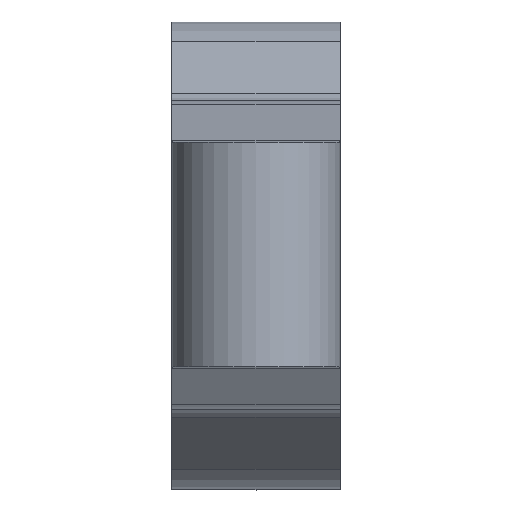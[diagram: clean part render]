
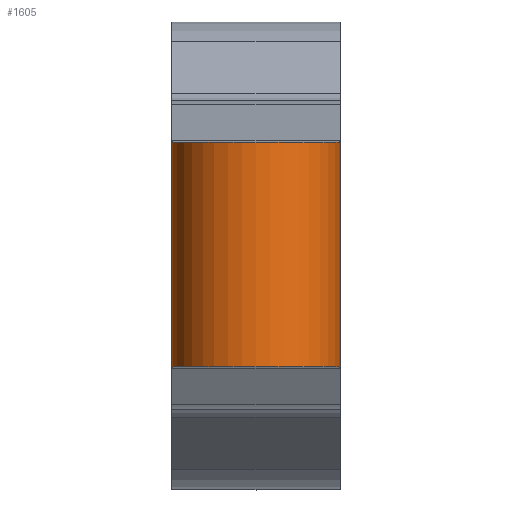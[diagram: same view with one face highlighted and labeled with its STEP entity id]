
A CAD part, top view. The second image highlights one B-rep face of the part: STEP entity #1605.
In plain terms, the highlighted cylindrical face has radius 4.5 mm (diameter 9 mm), a partial arc.
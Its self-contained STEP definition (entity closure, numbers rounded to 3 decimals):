
#1203=CARTESIAN_POINT('Vertex',(4.5,6.122,49.)) ;
#1206=CARTESIAN_POINT('Line Origine',(4.5,0.,49.)) ;
#1210=CARTESIAN_POINT('Vertex',(4.5,-6.122,49.)) ;
#1288=CARTESIAN_POINT('Vertex',(-4.5,-6.122,49.)) ;
#1291=CARTESIAN_POINT('Line Origine',(-4.5,0.,49.)) ;
#1295=CARTESIAN_POINT('Vertex',(-4.5,6.122,49.)) ;
#1403=CARTESIAN_POINT('Vertex',(4.416,6.,49.866)) ;
#1405=CARTESIAN_POINT('Vertex',(-4.416,6.,49.866)) ;
#1408=CARTESIAN_POINT('Axis2P3D Location',(0.,6.,49.)) ;
#1412=CARTESIAN_POINT('Vertex',(0.,6.,53.5)) ;
#1415=CARTESIAN_POINT('Axis2P3D Location',(0.,6.,49.)) ;
#1435=CARTESIAN_POINT('Vertex',(4.497,6.082,49.169)) ;
#1437=CARTESIAN_POINT('Vertex',(-4.497,6.082,49.169)) ;
#1441=CARTESIAN_POINT('Control Point',(4.497,6.082,49.169)) ;
#1442=CARTESIAN_POINT('Control Point',(4.498,6.09,49.135)) ;
#1443=CARTESIAN_POINT('Control Point',(4.499,6.098,49.101)) ;
#1444=CARTESIAN_POINT('Control Point',(4.5,6.106,49.068)) ;
#1445=CARTESIAN_POINT('Control Point',(4.5,6.114,49.034)) ;
#1446=CARTESIAN_POINT('Control Point',(4.5,6.122,49.)) ;
#1449=CARTESIAN_POINT('Control Point',(-4.497,6.082,49.169)) ;
#1450=CARTESIAN_POINT('Control Point',(-4.498,6.09,49.135)) ;
#1451=CARTESIAN_POINT('Control Point',(-4.499,6.098,49.101)) ;
#1452=CARTESIAN_POINT('Control Point',(-4.5,6.106,49.068)) ;
#1453=CARTESIAN_POINT('Control Point',(-4.5,6.114,49.034)) ;
#1454=CARTESIAN_POINT('Control Point',(-4.5,6.122,49.)) ;
#1471=CARTESIAN_POINT('Control Point',(4.416,6.,49.866)) ;
#1472=CARTESIAN_POINT('Control Point',(4.461,6.,49.634)) ;
#1473=CARTESIAN_POINT('Control Point',(4.488,6.027,49.398)) ;
#1474=CARTESIAN_POINT('Control Point',(4.497,6.082,49.169)) ;
#1477=CARTESIAN_POINT('Control Point',(-4.416,6.,49.866)) ;
#1478=CARTESIAN_POINT('Control Point',(-4.461,6.,49.634)) ;
#1479=CARTESIAN_POINT('Control Point',(-4.488,6.027,49.398)) ;
#1480=CARTESIAN_POINT('Control Point',(-4.497,6.082,49.169)) ;
#1494=CARTESIAN_POINT('Axis2P3D Location',(0.,-6.,49.)) ;
#1498=CARTESIAN_POINT('Vertex',(0.,-6.,53.5)) ;
#1500=CARTESIAN_POINT('Vertex',(4.416,-6.,49.866)) ;
#1503=CARTESIAN_POINT('Axis2P3D Location',(0.,-6.,49.)) ;
#1507=CARTESIAN_POINT('Vertex',(-4.416,-6.,49.866)) ;
#1527=CARTESIAN_POINT('Control Point',(-4.497,-6.082,49.169)) ;
#1528=CARTESIAN_POINT('Control Point',(-4.498,-6.09,49.135)) ;
#1529=CARTESIAN_POINT('Control Point',(-4.499,-6.098,49.101)) ;
#1530=CARTESIAN_POINT('Control Point',(-4.5,-6.106,49.068)) ;
#1531=CARTESIAN_POINT('Control Point',(-4.5,-6.114,49.034)) ;
#1532=CARTESIAN_POINT('Control Point',(-4.5,-6.122,49.)) ;
#1533=CARTESIAN_POINT('Vertex',(-4.497,-6.082,49.169)) ;
#1537=CARTESIAN_POINT('Control Point',(4.497,-6.082,49.169)) ;
#1538=CARTESIAN_POINT('Control Point',(4.498,-6.09,49.135)) ;
#1539=CARTESIAN_POINT('Control Point',(4.499,-6.098,49.101)) ;
#1540=CARTESIAN_POINT('Control Point',(4.5,-6.106,49.068)) ;
#1541=CARTESIAN_POINT('Control Point',(4.5,-6.114,49.034)) ;
#1542=CARTESIAN_POINT('Control Point',(4.5,-6.122,49.)) ;
#1543=CARTESIAN_POINT('Vertex',(4.497,-6.082,49.169)) ;
#1566=CARTESIAN_POINT('Control Point',(4.416,-6.,49.866)) ;
#1567=CARTESIAN_POINT('Control Point',(4.461,-6.,49.634)) ;
#1568=CARTESIAN_POINT('Control Point',(4.488,-6.027,49.398)) ;
#1569=CARTESIAN_POINT('Control Point',(4.497,-6.082,49.169)) ;
#1572=CARTESIAN_POINT('Control Point',(-4.416,-6.,49.866)) ;
#1573=CARTESIAN_POINT('Control Point',(-4.461,-6.,49.634)) ;
#1574=CARTESIAN_POINT('Control Point',(-4.488,-6.027,49.398)) ;
#1575=CARTESIAN_POINT('Control Point',(-4.497,-6.082,49.169)) ;
#1584=CARTESIAN_POINT('Axis2P3D Location',(0.,0.,49.)) ;
#1207=DIRECTION('Vector Direction',(0.,-1.,0.)) ;
#1292=DIRECTION('Vector Direction',(0.,1.,0.)) ;
#1409=DIRECTION('Axis2P3D Direction',(0.,-1.,0.)) ;
#1416=DIRECTION('Axis2P3D Direction',(0.,-1.,0.)) ;
#1495=DIRECTION('Axis2P3D Direction',(0.,-1.,0.)) ;
#1504=DIRECTION('Axis2P3D Direction',(0.,-1.,0.)) ;
#1585=DIRECTION('Axis2P3D Direction',(0.,1.,0.)) ;
#1586=DIRECTION('Axis2P3D XDirection',(-1.,0.,0.)) ;
#1410=AXIS2_PLACEMENT_3D('Circle Axis2P3D',#1408,#1409,$) ;
#1417=AXIS2_PLACEMENT_3D('Circle Axis2P3D',#1415,#1416,$) ;
#1496=AXIS2_PLACEMENT_3D('Circle Axis2P3D',#1494,#1495,$) ;
#1505=AXIS2_PLACEMENT_3D('Circle Axis2P3D',#1503,#1504,$) ;
#1587=AXIS2_PLACEMENT_3D('Cylinder Axis2P3D',#1584,#1585,#1586) ;
#1590=ORIENTED_EDGE('',*,*,#1297,.F.) ;
#1591=ORIENTED_EDGE('',*,*,#1535,.T.) ;
#1592=ORIENTED_EDGE('',*,*,#1576,.T.) ;
#1593=ORIENTED_EDGE('',*,*,#1509,.T.) ;
#1594=ORIENTED_EDGE('',*,*,#1502,.T.) ;
#1595=ORIENTED_EDGE('',*,*,#1570,.T.) ;
#1596=ORIENTED_EDGE('',*,*,#1545,.T.) ;
#1597=ORIENTED_EDGE('',*,*,#1212,.T.) ;
#1598=ORIENTED_EDGE('',*,*,#1447,.T.) ;
#1599=ORIENTED_EDGE('',*,*,#1475,.T.) ;
#1600=ORIENTED_EDGE('',*,*,#1419,.T.) ;
#1601=ORIENTED_EDGE('',*,*,#1414,.T.) ;
#1602=ORIENTED_EDGE('',*,*,#1481,.T.) ;
#1603=ORIENTED_EDGE('',*,*,#1455,.T.) ;
#1208=VECTOR('Line Direction',#1207,1.) ;
#1293=VECTOR('Line Direction',#1292,1.) ;
#1605=ADVANCED_FACE('',(#1604),#1588,.T.) ;
#1440=B_SPLINE_CURVE_WITH_KNOTS('',5,(#1441,#1442,#1443,#1444,#1445,#1446),.UNSPECIFIED.,.F.,.U.,(6,6),(0.501,0.746),.UNSPECIFIED.) ;
#1448=B_SPLINE_CURVE_WITH_KNOTS('',5,(#1449,#1450,#1451,#1452,#1453,#1454),.UNSPECIFIED.,.F.,.U.,(6,6),(0.501,0.746),.UNSPECIFIED.) ;
#1470=B_SPLINE_CURVE_WITH_KNOTS('',3,(#1471,#1472,#1473,#1474),.UNSPECIFIED.,.F.,.U.,(4,4),(0.,1.002),.UNSPECIFIED.) ;
#1476=B_SPLINE_CURVE_WITH_KNOTS('',3,(#1477,#1478,#1479,#1480),.UNSPECIFIED.,.F.,.U.,(4,4),(0.,1.002),.UNSPECIFIED.) ;
#1526=B_SPLINE_CURVE_WITH_KNOTS('',5,(#1527,#1528,#1529,#1530,#1531,#1532),.UNSPECIFIED.,.F.,.U.,(6,6),(0.501,0.746),.UNSPECIFIED.) ;
#1536=B_SPLINE_CURVE_WITH_KNOTS('',5,(#1537,#1538,#1539,#1540,#1541,#1542),.UNSPECIFIED.,.F.,.U.,(6,6),(0.501,0.746),.UNSPECIFIED.) ;
#1565=B_SPLINE_CURVE_WITH_KNOTS('',3,(#1566,#1567,#1568,#1569),.UNSPECIFIED.,.F.,.U.,(4,4),(0.,1.002),.UNSPECIFIED.) ;
#1571=B_SPLINE_CURVE_WITH_KNOTS('',3,(#1572,#1573,#1574,#1575),.UNSPECIFIED.,.F.,.U.,(4,4),(0.,1.002),.UNSPECIFIED.) ;
#1411=CIRCLE('generated circle',#1410,4.5) ;
#1418=CIRCLE('generated circle',#1417,4.5) ;
#1497=CIRCLE('generated circle',#1496,4.5) ;
#1506=CIRCLE('generated circle',#1505,4.5) ;
#1588=CYLINDRICAL_SURFACE('generated cylinder',#1587,4.5) ;
#1212=EDGE_CURVE('',#1211,#1204,#1209,.F.) ;
#1297=EDGE_CURVE('',#1289,#1296,#1294,.T.) ;
#1414=EDGE_CURVE('',#1413,#1406,#1411,.T.) ;
#1419=EDGE_CURVE('',#1404,#1413,#1418,.T.) ;
#1447=EDGE_CURVE('',#1204,#1436,#1440,.F.) ;
#1455=EDGE_CURVE('',#1438,#1296,#1448,.T.) ;
#1475=EDGE_CURVE('',#1436,#1404,#1470,.F.) ;
#1481=EDGE_CURVE('',#1406,#1438,#1476,.T.) ;
#1502=EDGE_CURVE('',#1499,#1501,#1497,.F.) ;
#1509=EDGE_CURVE('',#1508,#1499,#1506,.F.) ;
#1535=EDGE_CURVE('',#1289,#1534,#1526,.F.) ;
#1545=EDGE_CURVE('',#1544,#1211,#1536,.T.) ;
#1570=EDGE_CURVE('',#1501,#1544,#1565,.T.) ;
#1576=EDGE_CURVE('',#1534,#1508,#1571,.F.) ;
#1589=EDGE_LOOP('',(#1590,#1591,#1592,#1593,#1594,#1595,#1596,#1597,#1598,#1599,#1600,#1601,#1602,#1603)) ;
#1604=FACE_OUTER_BOUND('',#1589,.T.) ;
#1209=LINE('Line',#1206,#1208) ;
#1294=LINE('Line',#1291,#1293) ;
#1204=VERTEX_POINT('',#1203) ;
#1211=VERTEX_POINT('',#1210) ;
#1289=VERTEX_POINT('',#1288) ;
#1296=VERTEX_POINT('',#1295) ;
#1404=VERTEX_POINT('',#1403) ;
#1406=VERTEX_POINT('',#1405) ;
#1413=VERTEX_POINT('',#1412) ;
#1436=VERTEX_POINT('',#1435) ;
#1438=VERTEX_POINT('',#1437) ;
#1499=VERTEX_POINT('',#1498) ;
#1501=VERTEX_POINT('',#1500) ;
#1508=VERTEX_POINT('',#1507) ;
#1534=VERTEX_POINT('',#1533) ;
#1544=VERTEX_POINT('',#1543) ;
